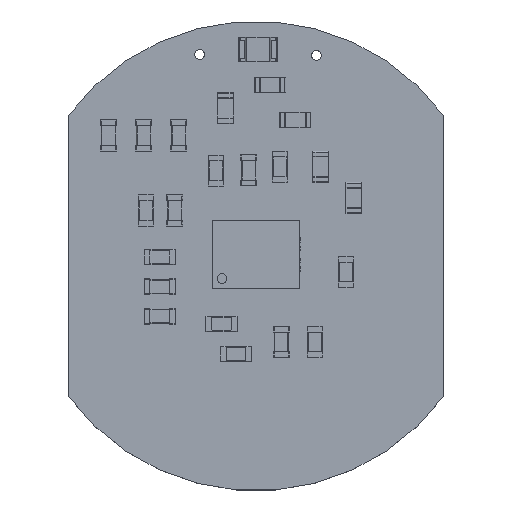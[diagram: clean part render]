
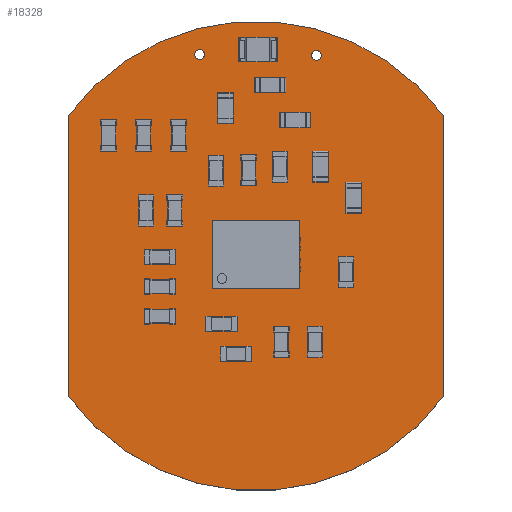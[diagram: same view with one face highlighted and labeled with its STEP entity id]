
A CAD part, top view. The second image highlights one B-rep face of the part: STEP entity #18328.
In plain terms, the highlighted planar face has unit normal (0, 0, 1).
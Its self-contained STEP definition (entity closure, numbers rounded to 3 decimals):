
#17976 = VERTEX_POINT('',#17977);
#17977 = CARTESIAN_POINT('',(9.625,7.238,1.6));
#17984 = CYLINDRICAL_SURFACE('',#17985,12.005);
#17985 = AXIS2_PLACEMENT_3D('',#17986,#17987,#17988);
#17986 = CARTESIAN_POINT('',(0.,0.063,0.));
#17987 = DIRECTION('',(-0.,-0.,-1.));
#17988 = DIRECTION('',(1.,0.,-0.));
#17996 = PLANE('',#17997);
#17997 = AXIS2_PLACEMENT_3D('',#17998,#17999,#18000);
#17998 = CARTESIAN_POINT('',(9.625,-7.238,0.));
#17999 = DIRECTION('',(-1.,0.,0.));
#18000 = DIRECTION('',(0.,1.,0.));
#18008 = EDGE_CURVE('',#17976,#18009,#18011,.T.);
#18009 = VERTEX_POINT('',#18010);
#18010 = CARTESIAN_POINT('',(-9.625,7.238,1.6));
#18011 = SURFACE_CURVE('',#18012,(#18017,#18024),.PCURVE_S1.);
#18012 = CIRCLE('',#18013,12.005);
#18013 = AXIS2_PLACEMENT_3D('',#18014,#18015,#18016);
#18014 = CARTESIAN_POINT('',(0.,0.063,1.6));
#18015 = DIRECTION('',(0.,0.,1.));
#18016 = DIRECTION('',(1.,0.,-0.));
#18017 = PCURVE('',#17984,#18018);
#18018 = DEFINITIONAL_REPRESENTATION('',(#18019),#18023);
#18019 = LINE('',#18020,#18021);
#18020 = CARTESIAN_POINT('',(-0.,-1.6));
#18021 = VECTOR('',#18022,1.);
#18022 = DIRECTION('',(-1.,0.));
#18023 = ( GEOMETRIC_REPRESENTATION_CONTEXT(2) 
PARAMETRIC_REPRESENTATION_CONTEXT() REPRESENTATION_CONTEXT('2D SPACE',''
  ) );
#18024 = PCURVE('',#18025,#18030);
#18025 = PLANE('',#18026);
#18026 = AXIS2_PLACEMENT_3D('',#18027,#18028,#18029);
#18027 = CARTESIAN_POINT('',(0.,0.,1.6)
  );
#18028 = DIRECTION('',(0.,0.,1.));
#18029 = DIRECTION('',(1.,0.,-0.));
#18030 = DEFINITIONAL_REPRESENTATION('',(#18031),#18035);
#18031 = CIRCLE('',#18032,12.005);
#18032 = AXIS2_PLACEMENT_2D('',#18033,#18034);
#18033 = CARTESIAN_POINT('',(0.,0.063));
#18034 = DIRECTION('',(1.,0.));
#18035 = ( GEOMETRIC_REPRESENTATION_CONTEXT(2) 
PARAMETRIC_REPRESENTATION_CONTEXT() REPRESENTATION_CONTEXT('2D SPACE',''
  ) );
#18053 = PLANE('',#18054);
#18054 = AXIS2_PLACEMENT_3D('',#18055,#18056,#18057);
#18055 = CARTESIAN_POINT('',(-9.625,7.238,0.));
#18056 = DIRECTION('',(1.,0.,-0.));
#18057 = DIRECTION('',(0.,-1.,0.));
#18098 = VERTEX_POINT('',#18099);
#18099 = CARTESIAN_POINT('',(9.625,-7.238,1.6));
#18113 = CYLINDRICAL_SURFACE('',#18114,12.005);
#18114 = AXIS2_PLACEMENT_3D('',#18115,#18116,#18117);
#18115 = CARTESIAN_POINT('',(0.,-0.063,0.));
#18116 = DIRECTION('',(-0.,-0.,-1.));
#18117 = DIRECTION('',(1.,0.,-0.));
#18125 = EDGE_CURVE('',#18098,#17976,#18126,.T.);
#18126 = SURFACE_CURVE('',#18127,(#18131,#18138),.PCURVE_S1.);
#18127 = LINE('',#18128,#18129);
#18128 = CARTESIAN_POINT('',(9.625,-7.238,1.6));
#18129 = VECTOR('',#18130,1.);
#18130 = DIRECTION('',(0.,1.,0.));
#18131 = PCURVE('',#17996,#18132);
#18132 = DEFINITIONAL_REPRESENTATION('',(#18133),#18137);
#18133 = LINE('',#18134,#18135);
#18134 = CARTESIAN_POINT('',(0.,-1.6));
#18135 = VECTOR('',#18136,1.);
#18136 = DIRECTION('',(1.,0.));
#18137 = ( GEOMETRIC_REPRESENTATION_CONTEXT(2) 
PARAMETRIC_REPRESENTATION_CONTEXT() REPRESENTATION_CONTEXT('2D SPACE',''
  ) );
#18138 = PCURVE('',#18025,#18139);
#18139 = DEFINITIONAL_REPRESENTATION('',(#18140),#18144);
#18140 = LINE('',#18141,#18142);
#18141 = CARTESIAN_POINT('',(9.625,-7.238));
#18142 = VECTOR('',#18143,1.);
#18143 = DIRECTION('',(0.,1.));
#18144 = ( GEOMETRIC_REPRESENTATION_CONTEXT(2) 
PARAMETRIC_REPRESENTATION_CONTEXT() REPRESENTATION_CONTEXT('2D SPACE',''
  ) );
#18172 = EDGE_CURVE('',#18009,#18173,#18175,.T.);
#18173 = VERTEX_POINT('',#18174);
#18174 = CARTESIAN_POINT('',(-9.625,-7.238,1.6));
#18175 = SURFACE_CURVE('',#18176,(#18180,#18187),.PCURVE_S1.);
#18176 = LINE('',#18177,#18178);
#18177 = CARTESIAN_POINT('',(-9.625,7.238,1.6));
#18178 = VECTOR('',#18179,1.);
#18179 = DIRECTION('',(0.,-1.,0.));
#18180 = PCURVE('',#18053,#18181);
#18181 = DEFINITIONAL_REPRESENTATION('',(#18182),#18186);
#18182 = LINE('',#18183,#18184);
#18183 = CARTESIAN_POINT('',(0.,-1.6));
#18184 = VECTOR('',#18185,1.);
#18185 = DIRECTION('',(1.,0.));
#18186 = ( GEOMETRIC_REPRESENTATION_CONTEXT(2) 
PARAMETRIC_REPRESENTATION_CONTEXT() REPRESENTATION_CONTEXT('2D SPACE',''
  ) );
#18187 = PCURVE('',#18025,#18188);
#18188 = DEFINITIONAL_REPRESENTATION('',(#18189),#18193);
#18189 = LINE('',#18190,#18191);
#18190 = CARTESIAN_POINT('',(-9.625,7.238));
#18191 = VECTOR('',#18192,1.);
#18192 = DIRECTION('',(0.,-1.));
#18193 = ( GEOMETRIC_REPRESENTATION_CONTEXT(2) 
PARAMETRIC_REPRESENTATION_CONTEXT() REPRESENTATION_CONTEXT('2D SPACE',''
  ) );
#18286 = CYLINDRICAL_SURFACE('',#18287,0.25);
#18287 = AXIS2_PLACEMENT_3D('',#18288,#18289,#18290);
#18288 = CARTESIAN_POINT('',(3.102,10.307,-0.8));
#18289 = DIRECTION('',(0.,0.,1.));
#18290 = DIRECTION('',(1.,0.,-0.));
#18317 = CYLINDRICAL_SURFACE('',#18318,0.25);
#18318 = AXIS2_PLACEMENT_3D('',#18319,#18320,#18321);
#18319 = CARTESIAN_POINT('',(-2.893,10.358,-0.8));
#18320 = DIRECTION('',(0.,0.,1.));
#18321 = DIRECTION('',(1.,0.,-0.));
#18328 = ADVANCED_FACE('',(#18329,#18356,#18382),#18025,.T.);
#18329 = FACE_BOUND('',#18330,.T.);
#18330 = EDGE_LOOP('',(#18331,#18332,#18333,#18355));
#18331 = ORIENTED_EDGE('',*,*,#18008,.T.);
#18332 = ORIENTED_EDGE('',*,*,#18172,.T.);
#18333 = ORIENTED_EDGE('',*,*,#18334,.T.);
#18334 = EDGE_CURVE('',#18173,#18098,#18335,.T.);
#18335 = SURFACE_CURVE('',#18336,(#18341,#18348),.PCURVE_S1.);
#18336 = CIRCLE('',#18337,12.005);
#18337 = AXIS2_PLACEMENT_3D('',#18338,#18339,#18340);
#18338 = CARTESIAN_POINT('',(0.,-0.063,1.6));
#18339 = DIRECTION('',(0.,0.,1.));
#18340 = DIRECTION('',(1.,0.,-0.));
#18341 = PCURVE('',#18025,#18342);
#18342 = DEFINITIONAL_REPRESENTATION('',(#18343),#18347);
#18343 = CIRCLE('',#18344,12.005);
#18344 = AXIS2_PLACEMENT_2D('',#18345,#18346);
#18345 = CARTESIAN_POINT('',(0.,-0.063));
#18346 = DIRECTION('',(1.,0.));
#18347 = ( GEOMETRIC_REPRESENTATION_CONTEXT(2) 
PARAMETRIC_REPRESENTATION_CONTEXT() REPRESENTATION_CONTEXT('2D SPACE',''
  ) );
#18348 = PCURVE('',#18113,#18349);
#18349 = DEFINITIONAL_REPRESENTATION('',(#18350),#18354);
#18350 = LINE('',#18351,#18352);
#18351 = CARTESIAN_POINT('',(-0.,-1.6));
#18352 = VECTOR('',#18353,1.);
#18353 = DIRECTION('',(-1.,0.));
#18354 = ( GEOMETRIC_REPRESENTATION_CONTEXT(2) 
PARAMETRIC_REPRESENTATION_CONTEXT() REPRESENTATION_CONTEXT('2D SPACE',''
  ) );
#18355 = ORIENTED_EDGE('',*,*,#18125,.T.);
#18356 = FACE_BOUND('',#18357,.T.);
#18357 = EDGE_LOOP('',(#18358));
#18358 = ORIENTED_EDGE('',*,*,#18359,.F.);
#18359 = EDGE_CURVE('',#18360,#18360,#18362,.T.);
#18360 = VERTEX_POINT('',#18361);
#18361 = CARTESIAN_POINT('',(3.352,10.307,1.6));
#18362 = SURFACE_CURVE('',#18363,(#18368,#18375),.PCURVE_S1.);
#18363 = CIRCLE('',#18364,0.25);
#18364 = AXIS2_PLACEMENT_3D('',#18365,#18366,#18367);
#18365 = CARTESIAN_POINT('',(3.102,10.307,1.6));
#18366 = DIRECTION('',(0.,0.,1.));
#18367 = DIRECTION('',(1.,0.,-0.));
#18368 = PCURVE('',#18025,#18369);
#18369 = DEFINITIONAL_REPRESENTATION('',(#18370),#18374);
#18370 = CIRCLE('',#18371,0.25);
#18371 = AXIS2_PLACEMENT_2D('',#18372,#18373);
#18372 = CARTESIAN_POINT('',(3.102,10.307));
#18373 = DIRECTION('',(1.,0.));
#18374 = ( GEOMETRIC_REPRESENTATION_CONTEXT(2) 
PARAMETRIC_REPRESENTATION_CONTEXT() REPRESENTATION_CONTEXT('2D SPACE',''
  ) );
#18375 = PCURVE('',#18286,#18376);
#18376 = DEFINITIONAL_REPRESENTATION('',(#18377),#18381);
#18377 = LINE('',#18378,#18379);
#18378 = CARTESIAN_POINT('',(0.,2.4));
#18379 = VECTOR('',#18380,1.);
#18380 = DIRECTION('',(1.,0.));
#18381 = ( GEOMETRIC_REPRESENTATION_CONTEXT(2) 
PARAMETRIC_REPRESENTATION_CONTEXT() REPRESENTATION_CONTEXT('2D SPACE',''
  ) );
#18382 = FACE_BOUND('',#18383,.T.);
#18383 = EDGE_LOOP('',(#18384));
#18384 = ORIENTED_EDGE('',*,*,#18385,.F.);
#18385 = EDGE_CURVE('',#18386,#18386,#18388,.T.);
#18386 = VERTEX_POINT('',#18387);
#18387 = CARTESIAN_POINT('',(-2.643,10.358,1.6));
#18388 = SURFACE_CURVE('',#18389,(#18394,#18401),.PCURVE_S1.);
#18389 = CIRCLE('',#18390,0.25);
#18390 = AXIS2_PLACEMENT_3D('',#18391,#18392,#18393);
#18391 = CARTESIAN_POINT('',(-2.893,10.358,1.6));
#18392 = DIRECTION('',(0.,0.,1.));
#18393 = DIRECTION('',(1.,0.,-0.));
#18394 = PCURVE('',#18025,#18395);
#18395 = DEFINITIONAL_REPRESENTATION('',(#18396),#18400);
#18396 = CIRCLE('',#18397,0.25);
#18397 = AXIS2_PLACEMENT_2D('',#18398,#18399);
#18398 = CARTESIAN_POINT('',(-2.893,10.357));
#18399 = DIRECTION('',(1.,0.));
#18400 = ( GEOMETRIC_REPRESENTATION_CONTEXT(2) 
PARAMETRIC_REPRESENTATION_CONTEXT() REPRESENTATION_CONTEXT('2D SPACE',''
  ) );
#18401 = PCURVE('',#18317,#18402);
#18402 = DEFINITIONAL_REPRESENTATION('',(#18403),#18407);
#18403 = LINE('',#18404,#18405);
#18404 = CARTESIAN_POINT('',(0.,2.4));
#18405 = VECTOR('',#18406,1.);
#18406 = DIRECTION('',(1.,0.));
#18407 = ( GEOMETRIC_REPRESENTATION_CONTEXT(2) 
PARAMETRIC_REPRESENTATION_CONTEXT() REPRESENTATION_CONTEXT('2D SPACE',''
  ) );
